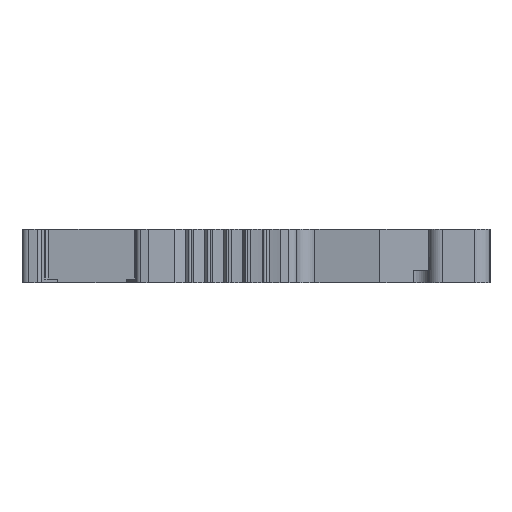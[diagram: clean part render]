
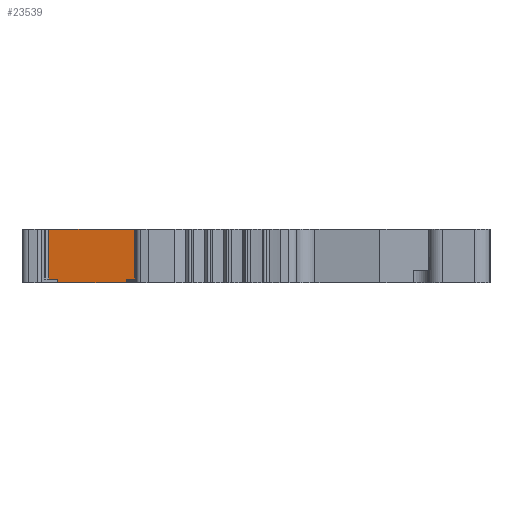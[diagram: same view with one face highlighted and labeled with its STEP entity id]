
A CAD part, left-side view. The second image highlights one B-rep face of the part: STEP entity #23539.
In plain terms, the highlighted planar face has unit normal (-0.99, 0.139, 0).
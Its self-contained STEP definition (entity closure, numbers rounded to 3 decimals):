
#52=DIRECTION('',(-0.139,-0.99,0.));
#53=VECTOR('',#52,4.499);
#54=CARTESIAN_POINT('',(-25.308,22.166,-1.75));
#55=LINE('',#54,#53);
#1710=DIRECTION('',(-0.139,-0.99,0.));
#1711=VECTOR('',#1710,5.7);
#1712=CARTESIAN_POINT('',(-25.225,22.754,1.75));
#1713=LINE('',#1712,#1711);
#8307=DIRECTION('',(-0.139,-0.99,0.));
#8308=VECTOR('',#8307,0.594);
#8309=CARTESIAN_POINT('',(-25.225,22.754,-1.5));
#8310=LINE('',#8309,#8308);
#8311=DIRECTION('',(0.,0.,1.));
#8312=VECTOR('',#8311,3.25);
#8313=CARTESIAN_POINT('',(-25.225,22.754,-1.5));
#8314=LINE('',#8313,#8312);
#8315=DIRECTION('',(-0.139,-0.99,0.));
#8316=VECTOR('',#8315,0.608);
#8317=CARTESIAN_POINT('',(-25.934,17.712,-1.5));
#8318=LINE('',#8317,#8316);
#8319=DIRECTION('',(0.,0.,1.));
#8320=VECTOR('',#8319,0.25);
#8321=CARTESIAN_POINT('',(-25.934,17.712,-1.75));
#8322=LINE('',#8321,#8320);
#8323=DIRECTION('',(0.,0.,1.));
#8324=VECTOR('',#8323,0.25);
#8325=CARTESIAN_POINT('',(-25.308,22.166,-1.75));
#8326=LINE('',#8325,#8324);
#8332=DIRECTION('',(0.,0.,1.));
#8333=VECTOR('',#8332,3.25);
#8334=CARTESIAN_POINT('',(-26.019,17.11,-1.5));
#8335=LINE('',#8334,#8333);
#10429=CARTESIAN_POINT('',(-25.225,22.754,1.75));
#10430=VERTEX_POINT('',#10429);
#10431=CARTESIAN_POINT('',(-26.019,17.11,1.75));
#10432=VERTEX_POINT('',#10431);
#10721=CARTESIAN_POINT('',(-25.225,22.754,-1.5));
#10722=VERTEX_POINT('',#10721);
#10723=CARTESIAN_POINT('',(-25.308,22.166,-1.5));
#10724=VERTEX_POINT('',#10723);
#10725=CARTESIAN_POINT('',(-25.934,17.712,-1.5));
#10726=CARTESIAN_POINT('',(-26.019,17.11,-1.5));
#10727=VERTEX_POINT('',#10725);
#10728=VERTEX_POINT('',#10726);
#10729=CARTESIAN_POINT('',(-25.308,22.166,-1.75));
#10730=VERTEX_POINT('',#10729);
#10731=CARTESIAN_POINT('',(-25.934,17.712,-1.75));
#10732=VERTEX_POINT('',#10731);
#23522=CARTESIAN_POINT('',(-25.225,22.754,-1.75));
#23523=DIRECTION('',(-0.99,0.139,0.));
#23524=DIRECTION('',(-0.139,-0.99,0.));
#23525=AXIS2_PLACEMENT_3D('',#23522,#23523,#23524);
#23526=PLANE('',#23525);
#23527=ORIENTED_EDGE('',*,*,#17791,.F.);
#23528=ORIENTED_EDGE('',*,*,#23517,.T.);
#23529=ORIENTED_EDGE('',*,*,#13729,.T.);
#23531=ORIENTED_EDGE('',*,*,#23530,.F.);
#23532=ORIENTED_EDGE('',*,*,#17803,.F.);
#23534=ORIENTED_EDGE('',*,*,#23533,.F.);
#23535=ORIENTED_EDGE('',*,*,#12951,.F.);
#23536=ORIENTED_EDGE('',*,*,#23462,.T.);
#23537=EDGE_LOOP('',(#23527,#23528,#23529,#23531,#23532,#23534,#23535,#23536));
#23538=FACE_OUTER_BOUND('',#23537,.F.);
#23539=ADVANCED_FACE('',(#23538),#23526,.T.);
#12951=EDGE_CURVE('',#10730,#10732,#55,.T.);
#13729=EDGE_CURVE('',#10430,#10432,#1713,.T.);
#17791=EDGE_CURVE('',#10722,#10724,#8310,.T.);
#17803=EDGE_CURVE('',#10727,#10728,#8318,.T.);
#23462=EDGE_CURVE('',#10730,#10724,#8326,.T.);
#23517=EDGE_CURVE('',#10722,#10430,#8314,.T.);
#23530=EDGE_CURVE('',#10728,#10432,#8335,.T.);
#23533=EDGE_CURVE('',#10732,#10727,#8322,.T.);
